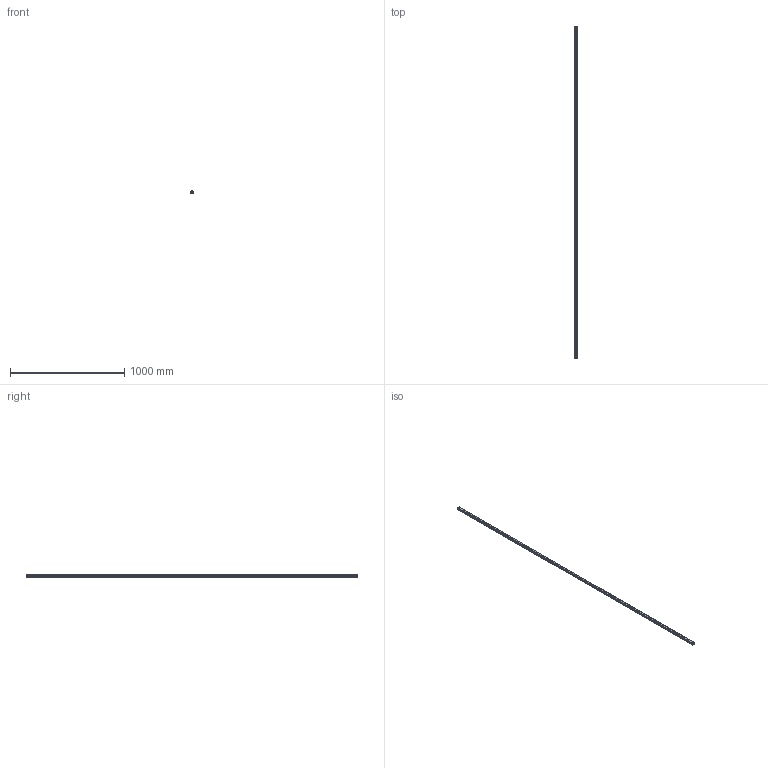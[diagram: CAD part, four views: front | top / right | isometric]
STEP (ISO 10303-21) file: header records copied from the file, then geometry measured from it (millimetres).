
FILE_DESCRIPTION(('STEP AP214'),'1');
FILE_NAME('cctmp_17E0BEEE-8A2B-4AAE-8B15-0E8046305B17_2021_02_09_14_09_57_0273..stp','2021-02-09T13:09:57',('HIWIN GmbH'),('CADClick - www.CADClick.com'),'Spatial InterOp 3D',' ','unknown authorization');
FILE_SCHEMA(('AUTOMOTIVE_DESIGN'));
Length unit declared in the file: millimetre
Products named in the file (1): EGR25R2900C_FILE
Bounding box: 23 x 2900 x 18 mm (x, y, z)
Volume: 996691.4 mm3; surface area: 269881.7 mm2
Topology: 1 solids, 1 shells, 693 faces, 1767 edges, 1178 vertices
Faces by surface type: plane 379, cylinder 314
Entity records: 27069 total; most frequent: DIRECTION 4175, CARTESIAN_POINT 3639, ORIENTED_EDGE 3534, EDGE_CURVE 1767, AXIS2_PLACEMENT_3D 1714, VERTEX_POINT 1178, CIRCLE 824, EDGE_LOOP 795
